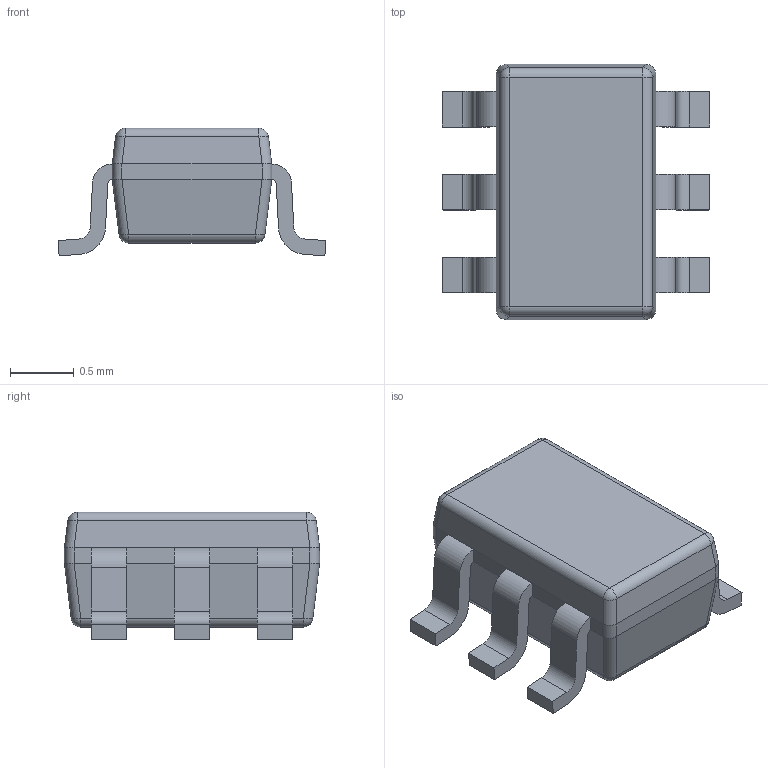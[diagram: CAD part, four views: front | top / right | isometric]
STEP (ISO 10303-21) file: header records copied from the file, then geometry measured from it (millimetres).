
FILE_DESCRIPTION((''),'2;1');
FILE_NAME('DCK0006A_ASM','2017-12-20T10:34:49',('a0412086'),(''),'CREO PARAMETRIC BY PTC INC, 2017260','CREO PARAMETRIC BY PTC INC, 2017260','');
FILE_SCHEMA(('AUTOMOTIVE_DESIGN { 1 0 10303 214 1 1 1 1 }'));
Length unit declared in the file: millimetre
Products named in the file (4): BODY-SOT; LEAD-SOT; PIN1-ID; DCK0006A_ASM
Assembly tree (8 placements, depth 2):
  DCK0006A_ASM
    BODY-SOT
    LEAD-SOT  x6
    PIN1-ID
Bounding box: 2.1 x 2 x 1 mm (x, y, z)
Volume: 2.3 mm3; surface area: 14.3 mm2
Topology: 7 solids, 7 shells, 114 faces, 276 edges, 176 vertices
Faces by surface type: plane 62, cylinder 44, sphere 8
Entity records: 2424 total; most frequent: CARTESIAN_POINT 436, DIRECTION 318, ORIENTED_EDGE 252, PRESENTATION_STYLE_ASSIGNMENT 128, STYLED_ITEM 128, CURVE_STYLE 126, EDGE_CURVE 126, AXIS2_PLACEMENT_3D 118
